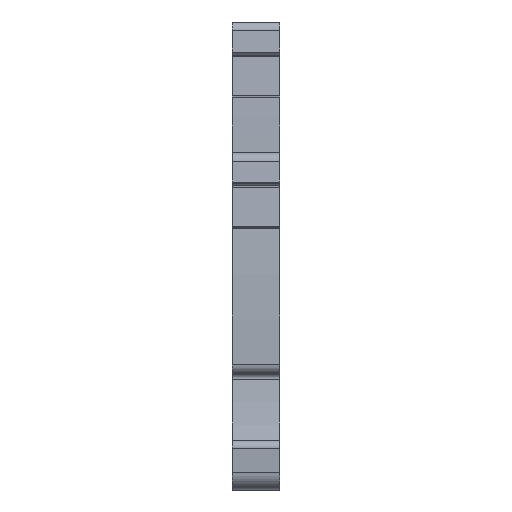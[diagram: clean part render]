
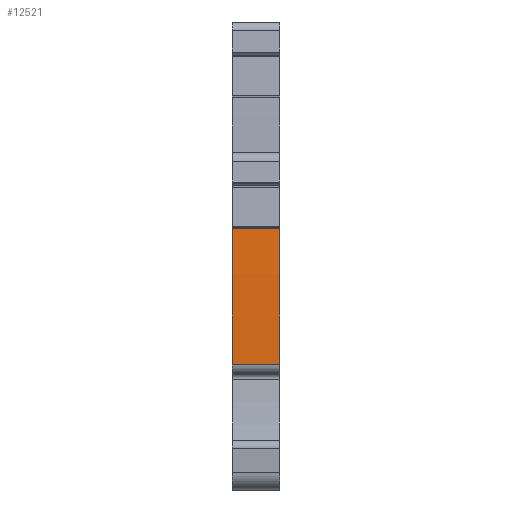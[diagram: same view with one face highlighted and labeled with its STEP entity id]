
A CAD part, front view. The second image highlights one B-rep face of the part: STEP entity #12521.
In plain terms, the highlighted cylindrical face has radius 151.052 mm (diameter 302.104 mm), a partial arc.
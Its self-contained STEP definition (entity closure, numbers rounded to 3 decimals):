
#2729=AXIS2_PLACEMENT_3D('Circle Axis2P3D',#2727,#2728,$) ;
#2736=AXIS2_PLACEMENT_3D('Circle Axis2P3D',#2734,#2735,$) ;
#3721=AXIS2_PLACEMENT_3D('Circle Axis2P3D',#3719,#3720,$) ;
#3728=AXIS2_PLACEMENT_3D('Circle Axis2P3D',#3726,#3727,$) ;
#12506=AXIS2_PLACEMENT_3D('Cylinder Axis2P3D',#12503,#12504,#12505) ;
#2724=CARTESIAN_POINT('Vertex',(0.,1.529,13.426)) ;
#2727=CARTESIAN_POINT('Axis2P3D Location',(0.,152.623,17.052)) ;
#2731=CARTESIAN_POINT('Vertex',(0.,1.528,13.45)) ;
#2734=CARTESIAN_POINT('Axis2P3D Location',(0.,152.538,17.05)) ;
#2738=CARTESIAN_POINT('Vertex',(0.,1.887,28.054)) ;
#3716=CARTESIAN_POINT('Vertex',(5.1,1.887,28.054)) ;
#3719=CARTESIAN_POINT('Axis2P3D Location',(5.1,152.538,17.05)) ;
#3723=CARTESIAN_POINT('Vertex',(5.1,1.528,13.45)) ;
#3726=CARTESIAN_POINT('Axis2P3D Location',(5.1,152.623,17.052)) ;
#3730=CARTESIAN_POINT('Vertex',(5.1,1.529,13.426)) ;
#12490=CARTESIAN_POINT('Line Origine',(2.55,1.529,13.426)) ;
#12503=CARTESIAN_POINT('Axis2P3D Location',(2.55,152.538,17.05)) ;
#12508=CARTESIAN_POINT('Line Origine',(2.55,1.887,28.054)) ;
#2728=DIRECTION('Axis2P3D Direction',(1.,0.,0.)) ;
#2735=DIRECTION('Axis2P3D Direction',(1.,0.,0.)) ;
#3720=DIRECTION('Axis2P3D Direction',(1.,0.,0.)) ;
#3727=DIRECTION('Axis2P3D Direction',(1.,0.,0.)) ;
#12491=DIRECTION('Vector Direction',(1.,0.,0.)) ;
#12504=DIRECTION('Axis2P3D Direction',(1.,0.,0.)) ;
#12505=DIRECTION('Axis2P3D XDirection',(0.,-0.996,0.089)) ;
#12509=DIRECTION('Vector Direction',(1.,0.,0.)) ;
#12492=VECTOR('Line Direction',#12491,1.) ;
#12510=VECTOR('Line Direction',#12509,1.) ;
#12514=ORIENTED_EDGE('',*,*,#2740,.T.) ;
#12515=ORIENTED_EDGE('',*,*,#2733,.T.) ;
#12516=ORIENTED_EDGE('',*,*,#12494,.T.) ;
#12517=ORIENTED_EDGE('',*,*,#3732,.F.) ;
#12518=ORIENTED_EDGE('',*,*,#3725,.F.) ;
#12519=ORIENTED_EDGE('',*,*,#12512,.F.) ;
#12521=ADVANCED_FACE('MLD',(#12520),#12507,.T.) ;
#2730=CIRCLE('generated circle',#2729,151.137) ;
#2737=CIRCLE('generated circle',#2736,151.052) ;
#3722=CIRCLE('generated circle',#3721,151.052) ;
#3729=CIRCLE('generated circle',#3728,151.137) ;
#12507=CYLINDRICAL_SURFACE('generated cylinder',#12506,151.052) ;
#2733=EDGE_CURVE('',#2732,#2725,#2730,.T.) ;
#2740=EDGE_CURVE('',#2739,#2732,#2737,.T.) ;
#3725=EDGE_CURVE('',#3717,#3724,#3722,.T.) ;
#3732=EDGE_CURVE('',#3724,#3731,#3729,.T.) ;
#12494=EDGE_CURVE('',#2725,#3731,#12493,.T.) ;
#12512=EDGE_CURVE('',#2739,#3717,#12511,.T.) ;
#12513=EDGE_LOOP('',(#12514,#12515,#12516,#12517,#12518,#12519)) ;
#12520=FACE_OUTER_BOUND('',#12513,.T.) ;
#12493=LINE('Line',#12490,#12492) ;
#12511=LINE('Line',#12508,#12510) ;
#2725=VERTEX_POINT('',#2724) ;
#2732=VERTEX_POINT('',#2731) ;
#2739=VERTEX_POINT('',#2738) ;
#3717=VERTEX_POINT('',#3716) ;
#3724=VERTEX_POINT('',#3723) ;
#3731=VERTEX_POINT('',#3730) ;
